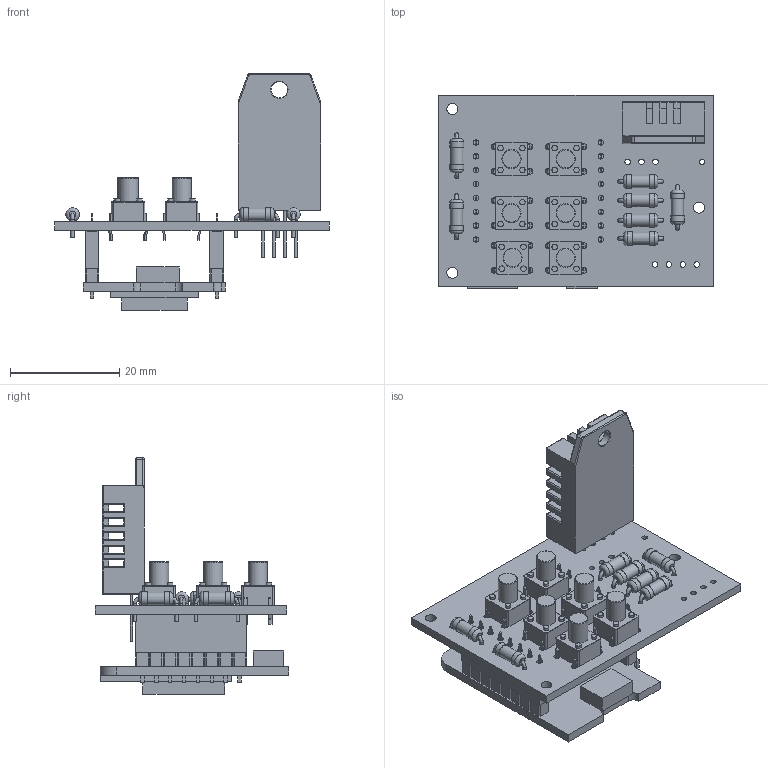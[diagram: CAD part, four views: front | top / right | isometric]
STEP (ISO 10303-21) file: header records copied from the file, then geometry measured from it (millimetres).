
FILE_DESCRIPTION(/* description */ (''),/* implementation_level */ '2;1');
FILE_NAME(/* name */ 'D1 mini 6 button remote.step',/* time_stamp */ '2022-07-23T20:21:42+05:30',/* author */ (''),/* organization */ (''),/* preprocessor_version */ 'ST-DEVELOPER v19',/* originating_system */ 'Autodesk Translation Framework v11.7.0.108',/* authorisation */ '');
FILE_SCHEMA (('AUTOMOTIVE_DESIGN { 1 0 10303 214 3 1 1 }'));
Length unit declared in the file: millimetre
Products named in the file (14): D1 mini 4 button remote; DHT22; COMPOUND; R_Axial_DIN0207_L6.3mm_D2.5mm_P7.62mm_Horizontal; SOLID (1); SW_PUSH_6mm_H8mm; SOLID; wemos_d1_mini_light; SOLID (2); PinHeader_1x08_P2.54mm_Vertical; SOLID (3); PinSocket_1x08_P2.54mm_Vertical; SOLID (4); D1 mini 4 button remote PCB
Assembly tree (26 placements, depth 3):
  D1 mini 4 button remote
    SW_PUSH_6mm_H8mm  x6
      SOLID
    R_Axial_DIN0207_L6.3mm_D2.5mm_P7.62mm_Horizontal  x7
      SOLID (1)
    DHT22
      COMPOUND
    wemos_d1_mini_light
      SOLID (2)
    PinHeader_1x08_P2.54mm_Vertical  x2
      SOLID (3)
    PinSocket_1x08_P2.54mm_Vertical  x2
      SOLID (4)
    D1 mini 4 button remote PCB
Bounding box: 50.24 x 35.41 x 43.35 mm (x, y, z)
Volume: 8709.2 mm3; surface area: 12924.7 mm2
Topology: 24 solids, 24 shells, 2106 faces, 5343 edges, 3382 vertices
Faces by surface type: plane 1506, cylinder 535, torus 29, sphere 22, bspline 14
Full cylindrical faces by diameter (mm): 0.5 x4, 0.6 x14, 0.8 x14, 0.91 x4, 1 x64, 1.1 x24, 2 x3, 2.25 x7, 2.5 x14, 3 x1, 3.048 x1, 3.326 x1, 3.384 x1, 3.5 x6
Entity records: 32764 total; most frequent: CARTESIAN_POINT 5770, DIRECTION 5309, ORIENTED_EDGE 5294, EDGE_CURVE 2647, LINE 2131, VECTOR 2131, VERTEX_POINT 1662, AXIS2_PLACEMENT_3D 1589
